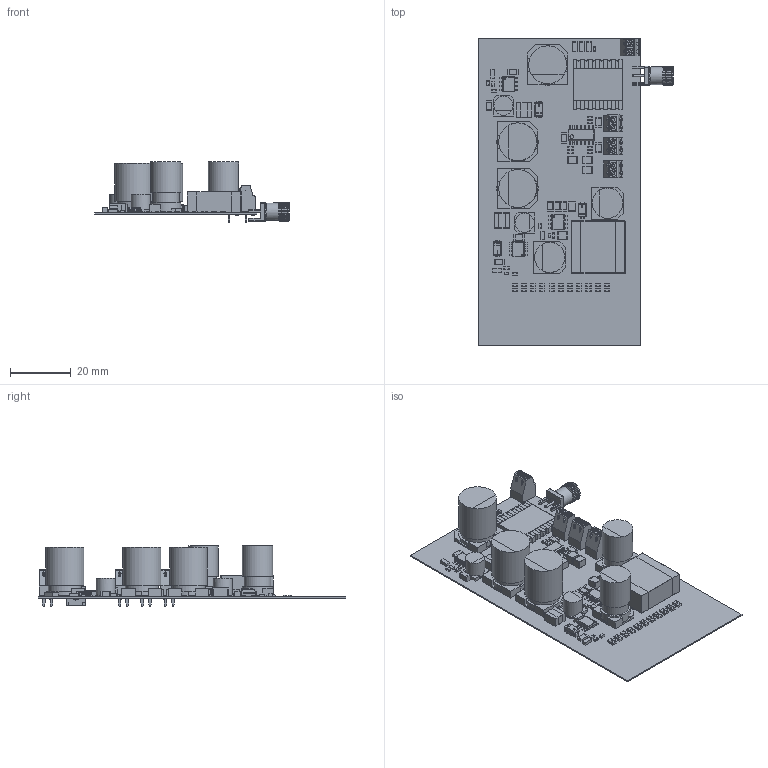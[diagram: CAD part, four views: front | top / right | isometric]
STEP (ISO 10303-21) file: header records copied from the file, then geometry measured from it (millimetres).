
FILE_DESCRIPTION(('Open CASCADE Model'),'2;1');
FILE_NAME('Open CASCADE Shape Model','2020-11-13T14:39:36',('Author'),( 'Open CASCADE'),'Open CASCADE STEP processor 6.8','Open CASCADE 6.8' ,'Unknown');
FILE_SCHEMA(('AUTOMOTIVE_DESIGN { 1 0 10303 214 1 1 1 1 }'));
Length unit declared in the file: millimetre
Products named in the file (242): PCB; Board; U3; SOIC-14akaD0014AakaM14A; M14A_ASM_33_ASM; BODY_M14A_20; LEAD_M14A_46; U2_Prop2; 6411087936; Open_CASCADE_STEP_translator_6.8_1.1; Body; Open_CASCADE_STEP_translator_6.8_1.2.1; Leader; U2_Prop1; 6232545344; U1; R21; 5445185408; Extruded; 5445185216; R20; R19; R18; R17; R16; R15_Prop2; 5445184640; 5445184448; R15_Prop1; R14; R13; 6914141120; Mid_Body; Terminal; Open_CASCADE_STEP_translator_6.8_4.2.1; Mark; R12; 6914132480; R11; R10_Sens11 ...
Assembly tree (422 placements, depth 5):
  PCB
    Board
    U3
      SOIC-14akaD0014AakaM14A
        M14A_ASM_33_ASM
          BODY_M14A_20
          LEAD_M14A_46  x14
    U2_Prop2
      6411087936
        Open_CASCADE_STEP_translator_6.8_1.1
        Body
          Open_CASCADE_STEP_translator_6.8_1.2.1
        Leader  x8
    U2_Prop1
      6232545344
        Open_CASCADE_STEP_translator_6.8_1.1
        Body
          Open_CASCADE_STEP_translator_6.8_1.2.1
        Leader  x8
    U1
      6411087936
        Open_CASCADE_STEP_translator_6.8_1.1
        Body
          Open_CASCADE_STEP_translator_6.8_1.2.1
        Leader  x8
    R21
      5445185408  x2
        Extruded
      5445185216
        Extruded
    R20
      5445185408  x2
        Extruded
      5445185216
        Extruded
    R19
      5445185408  x2
        Extruded
      5445185216
        Extruded
    R18
      5445185408  x2
        Extruded
      5445185216
        Extruded
    R17
      5445185408  x2
        Extruded
      5445185216
        Extruded
    R16
      5445185408  x2
        Extruded
      5445185216
        Extruded
    R15_Prop2
      5445184640  x2
        Extruded
      5445184448
        Extruded
Bounding box: 64.1 x 101.35 x 19.8 mm (x, y, z)
Volume: 15701 mm3; surface area: 24782.7 mm2
Topology: 318 solids, 328 shells, 4616 faces, 10314 edges, 6324 vertices
Faces by surface type: plane 3245, cylinder 1026, sphere 162, bspline 138, torus 28, cone 17
Full cylindrical faces by diameter (mm): 0.5 x3, 0.76 x2, 1.122 x2, 2.8 x2, 4.697 x2, 5.292 x1, 5.513 x2, 5.8 x9, 6.3 x6, 6.35 x8, 8.75 x2, 10 x4, 10.938 x3, 12.5 x3
Entity records: 53734 total; most frequent: CARTESIAN_POINT 10449, DIRECTION 8273, ORIENTED_EDGE 7087, EDGE_CURVE 3552, AXIS2_PLACEMENT_3D 2930, LINE 2413, VECTOR 2413, VERTEX_POINT 2159
